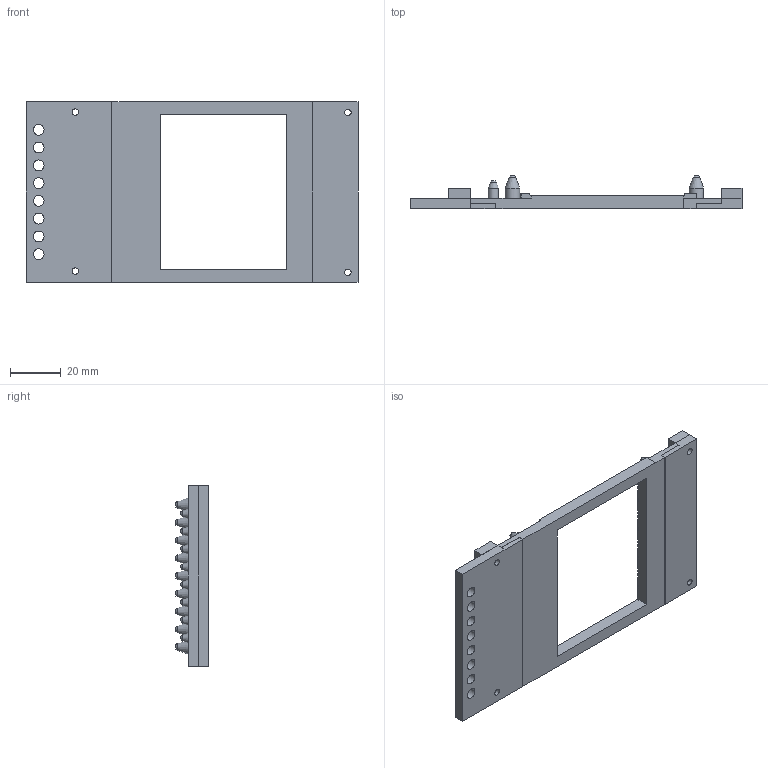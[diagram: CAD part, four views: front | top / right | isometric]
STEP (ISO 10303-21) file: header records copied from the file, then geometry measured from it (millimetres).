
FILE_DESCRIPTION(/* description */ (''),/* implementation_level */ '2;1');
FILE_NAME(/* name */ 'Test impression 3D cadre fil v16.step',/* time_stamp */ '2018-12-19T11:32:00+01:00',/* author */ ('valentin.brisson'),/* organization */ (''),/* preprocessor_version */ 'ST-DEVELOPER v17.2',/* originating_system */ 'Autodesk Translation Framework v7.6.0.251',/* authorisation */ '');
FILE_SCHEMA (('AUTOMOTIVE_DESIGN { 1 0 10303 214 3 1 1 }'));
Length unit declared in the file: millimetre
Products named in the file (6): Test impression 3D cadre fil; Pince inf 1; Pince sup 2; Pince sup 1; Serrage et pince fil; Cadre principale fil
Assembly tree (5 placements, depth 2):
  Test impression 3D cadre fil
    Pince inf 1
    Pince sup 2
    Pince sup 1
    Serrage et pince fil
    Cadre principale fil
Bounding box: 130.86 x 13 x 71 mm (x, y, z)
Volume: 34020.9 mm3; surface area: 26144.8 mm2
Topology: 5 solids, 5 shells, 365 faces, 999 edges, 660 vertices
Faces by surface type: plane 199, cylinder 106, bspline 34, cone 26
Full cylindrical faces by diameter (mm): 2.529 x8, 4 x8, 4.234 x8, 5.7 x18
Entity records: 12577 total; most frequent: CARTESIAN_POINT 2831, DIRECTION 2070, ORIENTED_EDGE 1998, EDGE_CURVE 999, AXIS2_PLACEMENT_3D 733, VERTEX_POINT 660, LINE 604, VECTOR 604
